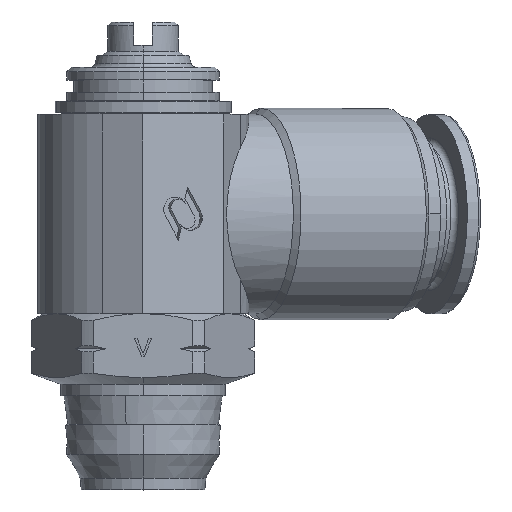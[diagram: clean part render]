
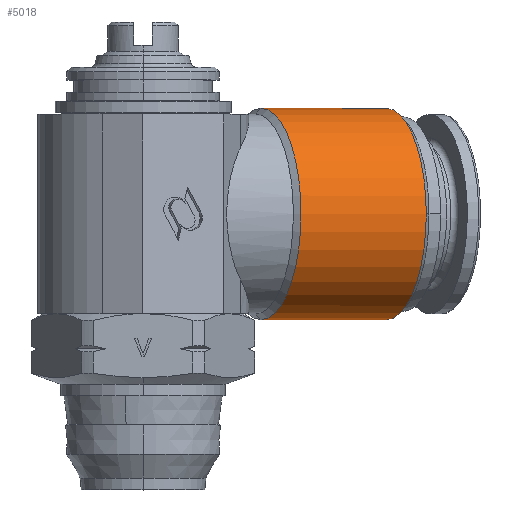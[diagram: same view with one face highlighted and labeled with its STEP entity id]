
A CAD part, top view. The second image highlights one B-rep face of the part: STEP entity #5018.
In plain terms, the highlighted cylindrical face has radius 9 mm (diameter 18 mm), a partial arc.
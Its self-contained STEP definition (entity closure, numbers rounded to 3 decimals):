
#471 = CARTESIAN_POINT ( 'NONE',  ( 20.71, 23.5, -8.461 ) ) ;
#472 = DIRECTION ( 'NONE',  ( -0.926, 0., 0.378 ) ) ;
#473 = DIRECTION ( 'NONE',  ( -0.378, 0., -0.926 ) ) ;
#1081 = EDGE_LOOP ( 'NONE', ( #2212, #2213, #2214, #2215, #2216 ) ) ;
#2212 = ORIENTED_EDGE ( 'NONE', *, *, #3497, .T. ) ;
#2213 = ORIENTED_EDGE ( 'NONE', *, *, #3508, .T. ) ;
#2214 = ORIENTED_EDGE ( 'NONE', *, *, #3071, .T. ) ;
#2215 = ORIENTED_EDGE ( 'NONE', *, *, #3509, .T. ) ;
#2216 = ORIENTED_EDGE ( 'NONE', *, *, #3510, .F. ) ;
#3071 = EDGE_CURVE ( 'NONE', #3797, #3796, #7045, .T. ) ;
#3497 = EDGE_CURVE ( 'NONE', #3817, #3818, #4412, .T. ) ;
#3508 = EDGE_CURVE ( 'NONE', #3818, #3797, #4419, .T. ) ;
#3509 = EDGE_CURVE ( 'NONE', #3796, #3821, #4426, .T. ) ;
#3510 = EDGE_CURVE ( 'NONE', #3817, #3821, #4428, .T. ) ;
#3796 = VERTEX_POINT ( 'NONE', #5335 ) ;
#3797 = VERTEX_POINT ( 'NONE', #5336 ) ;
#3817 = VERTEX_POINT ( 'NONE', #5356 ) ;
#3818 = VERTEX_POINT ( 'NONE', #5357 ) ;
#3821 = VERTEX_POINT ( 'NONE', #5360 ) ;
#4334 = AXIS2_PLACEMENT_3D ( 'NONE', #7971, #7972, #7980 ) ;
#4412 = CIRCLE ( 'NONE', #7755, 9. ) ;
#4419 = LINE ( 'NONE', #6173, #4427 ) ;
#4426 = CIRCLE ( 'NONE', #7758, 9. ) ;
#4427 = VECTOR ( 'NONE', #6178, 1000. ) ;
#4428 = LINE ( 'NONE', #6177, #4430 ) ;
#4430 = VECTOR ( 'NONE', #6172, 1000. ) ;
#5018 = ADVANCED_FACE ( 'NONE', ( #7437 ), #7445, .T. ) ;
#5335 = CARTESIAN_POINT ( 'NONE',  ( 24.114, 23.5, -0.129 ) ) ;
#5336 = CARTESIAN_POINT ( 'NONE',  ( 20.71, 14.5, -8.461 ) ) ;
#5356 = CARTESIAN_POINT ( 'NONE',  ( 10.044, 32.5, -4.103 ) ) ;
#5357 = CARTESIAN_POINT ( 'NONE',  ( 10.044, 14.5, -4.103 ) ) ;
#5360 = CARTESIAN_POINT ( 'NONE',  ( 20.71, 32.5, -8.461 ) ) ;
#6126 = CARTESIAN_POINT ( 'NONE',  ( 10.044, 23.5, -4.103 ) ) ;
#6127 = DIRECTION ( 'NONE',  ( 0.926, 0., -0.378 ) ) ;
#6128 = DIRECTION ( 'NONE',  ( 0., 1., 0. ) ) ;
#6172 = DIRECTION ( 'NONE',  ( 0.926, 0., -0.378 ) ) ;
#6173 = CARTESIAN_POINT ( 'NONE',  ( 25.457, 14.5, -10.4 ) ) ;
#6177 = CARTESIAN_POINT ( 'NONE',  ( 25.457, 32.5, -10.4 ) ) ;
#6178 = DIRECTION ( 'NONE',  ( 0.926, 0., -0.378 ) ) ;
#6180 = CARTESIAN_POINT ( 'NONE',  ( 20.71, 23.5, -8.461 ) ) ;
#6181 = DIRECTION ( 'NONE',  ( -0.926, 0., 0.378 ) ) ;
#6182 = DIRECTION ( 'NONE',  ( -0.378, 0., -0.926 ) ) ;
#7045 = CIRCLE ( 'NONE', #7723, 9. ) ;
#7437 = FACE_OUTER_BOUND ( 'NONE', #1081, .T. ) ;
#7445 = CYLINDRICAL_SURFACE ( 'NONE', #4334, 9. ) ;
#7723 = AXIS2_PLACEMENT_3D ( 'NONE', #471, #472, #473 ) ;
#7755 = AXIS2_PLACEMENT_3D ( 'NONE', #6126, #6127, #6128 ) ;
#7758 = AXIS2_PLACEMENT_3D ( 'NONE', #6180, #6181, #6182 ) ;
#7971 = CARTESIAN_POINT ( 'NONE',  ( 25.457, 23.5, -10.4 ) ) ;
#7972 = DIRECTION ( 'NONE',  ( 0.926, 0., -0.378 ) ) ;
#7980 = DIRECTION ( 'NONE',  ( 0., 1., 0. ) ) ;
